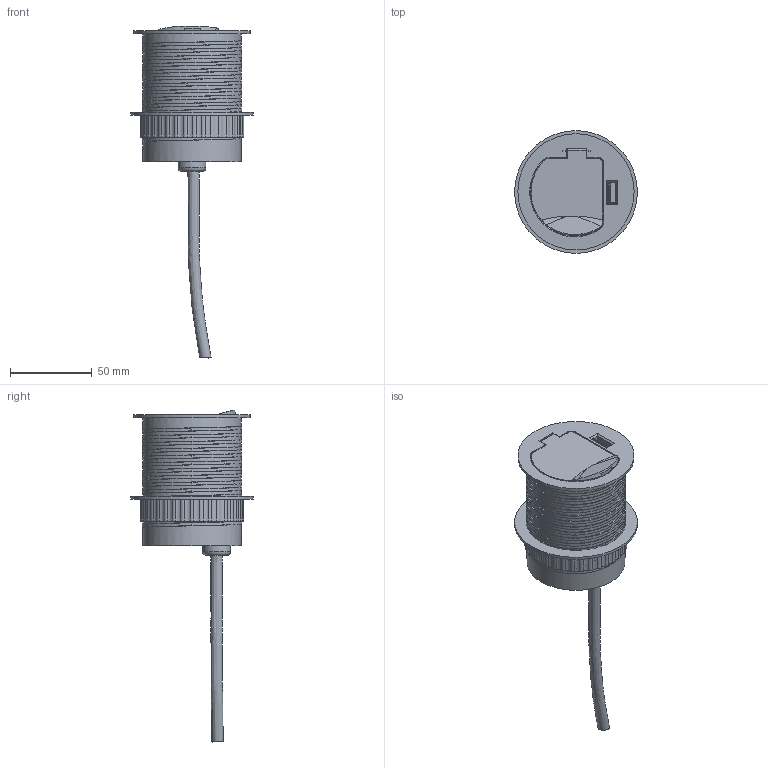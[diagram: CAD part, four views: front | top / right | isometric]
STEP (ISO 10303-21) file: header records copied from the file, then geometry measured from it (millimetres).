
FILE_DESCRIPTION(/* description */ (''),/* implementation_level */ '2;1');
FILE_NAME(/* name */ 'AE-BPW1U1UCH-53.stp',/* time_stamp */ '2022-02-04T16:56:14+01:00',/* author */ ('SławomirO'),/* organization */ (''),/* preprocessor_version */ 'ST-DEVELOPER v18.1',/* originating_system */ 'Autodesk Inventor 2021',/* authorisation */ '');
FILE_SCHEMA (('AUTOMOTIVE_DESIGN { 1 0 10303 214 3 1 1 }'));
Length unit declared in the file: millimetre
Products named in the file (1): AE-BPW1U1UCH-53
Bounding box: 75 x 75 x 202.73 mm (x, y, z)
Volume: 79165.9 mm3; surface area: 61286.7 mm2
Topology: 5 solids, 5 shells, 226 faces, 593 edges, 390 vertices
Faces by surface type: cylinder 139, plane 74, torus 6, bspline 6, sphere 1
Full cylindrical faces by diameter (mm): 1.5 x3, 5 x3, 5.5 x3, 7.5 x1, 17 x1, 39 x1, 58 x1, 60 x17, 60.8 x14, 71 x1, 75 x1
Entity records: 10028 total; most frequent: CARTESIAN_POINT 4309, DIRECTION 1208, ORIENTED_EDGE 1184, EDGE_CURVE 592, AXIS2_PLACEMENT_3D 467, VERTEX_POINT 390, LINE 274, VECTOR 274
